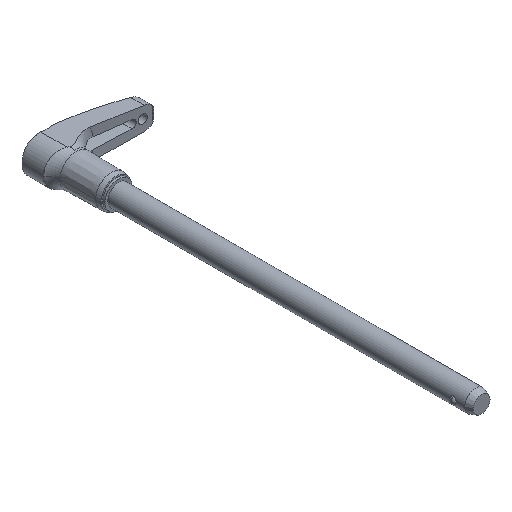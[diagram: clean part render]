
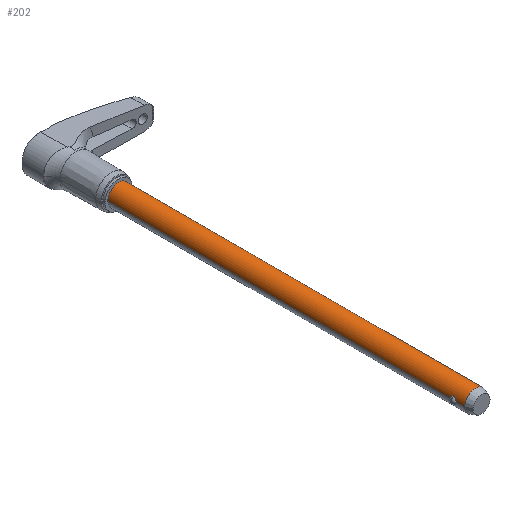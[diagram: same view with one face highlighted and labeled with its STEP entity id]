
A CAD part, isometric view. The second image highlights one B-rep face of the part: STEP entity #202.
In plain terms, the highlighted cylindrical face has radius 4.763 mm (diameter 9.525 mm), a partial arc.
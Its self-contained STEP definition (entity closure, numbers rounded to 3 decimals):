
#202=ADVANCED_FACE('',(#411),#412,.T.);
#411=FACE_OUTER_BOUND('',#620,.T.);
#412=CYLINDRICAL_SURFACE('',#621,4.763);
#620=EDGE_LOOP('',(#1161,#1162,#1163,#1164,#1165,#1166,#1167,#1168,#1169,#1170));
#621=AXIS2_PLACEMENT_3D('',#1171,#1172,#1173);
#1161=ORIENTED_EDGE('',*,*,#1451,.T.);
#1162=ORIENTED_EDGE('',*,*,#1435,.T.);
#1163=ORIENTED_EDGE('',*,*,#1406,.T.);
#1164=ORIENTED_EDGE('',*,*,#1456,.T.);
#1165=ORIENTED_EDGE('',*,*,#1471,.F.);
#1166=ORIENTED_EDGE('',*,*,#1454,.T.);
#1167=ORIENTED_EDGE('',*,*,#1398,.T.);
#1168=ORIENTED_EDGE('',*,*,#1480,.T.);
#1169=ORIENTED_EDGE('',*,*,#1452,.T.);
#1170=ORIENTED_EDGE('',*,*,#1373,.T.);
#1171=CARTESIAN_POINT('',(0.0,-80.836,0.0));
#1172=DIRECTION('',(-0.0,1.0,0.0));
#1173=DIRECTION('',(1.0,0.0,0.0));
#1373=EDGE_CURVE('',#1682,#1680,#1683,.T.);
#1398=EDGE_CURVE('',#1721,#1718,#1722,.T.);
#1406=EDGE_CURVE('',#1730,#1732,#1734,.T.);
#1435=EDGE_CURVE('',#1770,#1730,#1771,.T.);
#1451=EDGE_CURVE('',#1680,#1770,#1792,.T.);
#1452=EDGE_CURVE('',#1793,#1682,#1794,.T.);
#1454=EDGE_CURVE('',#1796,#1721,#1797,.T.);
#1456=EDGE_CURVE('',#1732,#1798,#1800,.T.);
#1471=EDGE_CURVE('',#1796,#1798,#1815,.T.);
#1480=EDGE_CURVE('',#1718,#1793,#1824,.T.);
#1680=VERTEX_POINT('',#2459);
#1682=VERTEX_POINT('',#2462);
#1683=CIRCLE('',#2463,4.763);
#1718=VERTEX_POINT('',#2717);
#1721=VERTEX_POINT('',#2720);
#1722=B_SPLINE_CURVE_WITH_KNOTS('',3,(#2721,#2722,#2723,#2724,#2725,#2726,#2727,#2728,#2729,#2730,#2731,#2732,#2733,#2734),.UNSPECIFIED.,.F.,.F.,(4,2,2,2,2,2,4),(6.25,6.614,6.978,7.194,7.411,7.872,8.333),.UNSPECIFIED.);
#1730=VERTEX_POINT('',#2779);
#1732=VERTEX_POINT('',#2781);
#1734=B_SPLINE_CURVE_WITH_KNOTS('',3,(#2796,#2797,#2798,#2799,#2800,#2801,#2802,#2803,#2804,#2805,#2806,#2807,#2808,#2809),.UNSPECIFIED.,.F.,.F.,(4,2,2,2,2,2,4),(4.167,4.628,5.089,5.305,5.522,5.886,6.25),.UNSPECIFIED.);
#1770=VERTEX_POINT('',#2921);
#1771=B_SPLINE_CURVE_WITH_KNOTS('',3,(#2922,#2923,#2924,#2925,#2926,#2927,#2928,#2929,#2930,#2931,#2932,#2933,#2934,#2935),.UNSPECIFIED.,.F.,.F.,(4,2,2,2,2,2,4),(2.083,2.447,2.811,3.028,3.245,3.706,4.167),.UNSPECIFIED.);
#1792=LINE('',#3075,#3076);
#1793=VERTEX_POINT('',#3077);
#1794=LINE('',#3078,#3079);
#1796=VERTEX_POINT('',#3094);
#1797=LINE('',#3095,#3096);
#1798=VERTEX_POINT('',#3097);
#1800=LINE('',#3099,#3100);
#1815=CIRCLE('',#3166,4.763);
#1824=B_SPLINE_CURVE_WITH_KNOTS('',3,(#3191,#3192,#3193,#3194,#3195,#3196,#3197,#3198,#3199,#3200,#3201,#3202,#3203,#3204),.UNSPECIFIED.,.F.,.F.,(4,2,2,2,2,2,4),(0.0,0.461,0.922,1.139,1.355,1.719,2.083),.UNSPECIFIED.);
#2459=CARTESIAN_POINT('',(4.763,-158.89,0.0));
#2462=CARTESIAN_POINT('',(-4.763,-158.89,0.));
#2463=AXIS2_PLACEMENT_3D('',#3381,#3382,#3383);
#2717=CARTESIAN_POINT('',(-4.543,-153.74,1.429));
#2720=CARTESIAN_POINT('',(-4.763,-152.4,0.));
#2721=CARTESIAN_POINT('',(-4.763,-152.4,0.));
#2722=CARTESIAN_POINT('',(-4.763,-152.4,0.121));
#2723=CARTESIAN_POINT('',(-4.757,-152.415,0.253));
#2724=CARTESIAN_POINT('',(-4.737,-152.479,0.507));
#2725=CARTESIAN_POINT('',(-4.722,-152.529,0.629));
#2726=CARTESIAN_POINT('',(-4.696,-152.622,0.797));
#2727=CARTESIAN_POINT('',(-4.684,-152.664,0.863));
#2728=CARTESIAN_POINT('',(-4.66,-152.761,0.985));
#2729=CARTESIAN_POINT('',(-4.647,-152.815,1.042));
#2730=CARTESIAN_POINT('',(-4.612,-152.98,1.192));
#2731=CARTESIAN_POINT('',(-4.587,-153.119,1.282));
#2732=CARTESIAN_POINT('',(-4.552,-153.422,1.4));
#2733=CARTESIAN_POINT('',(-4.543,-153.586,1.429));
#2734=CARTESIAN_POINT('',(-4.543,-153.74,1.429));
#2779=CARTESIAN_POINT('',(4.543,-153.74,1.429));
#2781=CARTESIAN_POINT('',(4.763,-152.4,0.));
#2796=CARTESIAN_POINT('',(4.543,-153.74,1.429));
#2797=CARTESIAN_POINT('',(4.543,-153.586,1.429));
#2798=CARTESIAN_POINT('',(4.552,-153.422,1.4));
#2799=CARTESIAN_POINT('',(4.587,-153.119,1.282));
#2800=CARTESIAN_POINT('',(4.612,-152.98,1.192));
#2801=CARTESIAN_POINT('',(4.647,-152.815,1.042));
#2802=CARTESIAN_POINT('',(4.66,-152.761,0.985));
#2803=CARTESIAN_POINT('',(4.684,-152.664,0.863));
#2804=CARTESIAN_POINT('',(4.696,-152.622,0.797));
#2805=CARTESIAN_POINT('',(4.722,-152.529,0.629));
#2806=CARTESIAN_POINT('',(4.737,-152.479,0.507));
#2807=CARTESIAN_POINT('',(4.757,-152.415,0.253));
#2808=CARTESIAN_POINT('',(4.763,-152.4,0.121));
#2809=CARTESIAN_POINT('',(4.763,-152.4,0.));
#2921=CARTESIAN_POINT('',(4.763,-155.08,0.));
#2922=CARTESIAN_POINT('',(4.763,-155.08,0.0));
#2923=CARTESIAN_POINT('',(4.763,-155.08,0.121));
#2924=CARTESIAN_POINT('',(4.757,-155.065,0.253));
#2925=CARTESIAN_POINT('',(4.737,-155.,0.507));
#2926=CARTESIAN_POINT('',(4.722,-154.951,0.629));
#2927=CARTESIAN_POINT('',(4.696,-154.858,0.797));
#2928=CARTESIAN_POINT('',(4.684,-154.815,0.863));
#2929=CARTESIAN_POINT('',(4.66,-154.719,0.985));
#2930=CARTESIAN_POINT('',(4.647,-154.665,1.042));
#2931=CARTESIAN_POINT('',(4.612,-154.5,1.192));
#2932=CARTESIAN_POINT('',(4.587,-154.36,1.282));
#2933=CARTESIAN_POINT('',(4.552,-154.057,1.4));
#2934=CARTESIAN_POINT('',(4.543,-153.893,1.429));
#2935=CARTESIAN_POINT('',(4.543,-153.74,1.429));
#3075=CARTESIAN_POINT('',(4.763,-80.836,0.));
#3076=VECTOR('',#3454,1.0);
#3077=CARTESIAN_POINT('',(-4.763,-155.08,0.));
#3078=CARTESIAN_POINT('',(-4.763,-80.836,0.));
#3079=VECTOR('',#3455,1.0);
#3094=CARTESIAN_POINT('',(-4.763,0.0,0.));
#3095=CARTESIAN_POINT('',(-4.763,-80.836,0.));
#3096=VECTOR('',#3456,1.0);
#3097=CARTESIAN_POINT('',(4.763,0.0,0.0));
#3099=CARTESIAN_POINT('',(4.763,-80.836,0.));
#3100=VECTOR('',#3460,1.0);
#3166=AXIS2_PLACEMENT_3D('',#3473,#3474,#3475);
#3191=CARTESIAN_POINT('',(-4.543,-153.74,1.429));
#3192=CARTESIAN_POINT('',(-4.543,-153.893,1.429));
#3193=CARTESIAN_POINT('',(-4.552,-154.057,1.4));
#3194=CARTESIAN_POINT('',(-4.587,-154.36,1.282));
#3195=CARTESIAN_POINT('',(-4.612,-154.5,1.192));
#3196=CARTESIAN_POINT('',(-4.647,-154.665,1.042));
#3197=CARTESIAN_POINT('',(-4.66,-154.719,0.985));
#3198=CARTESIAN_POINT('',(-4.684,-154.815,0.863));
#3199=CARTESIAN_POINT('',(-4.696,-154.858,0.797));
#3200=CARTESIAN_POINT('',(-4.722,-154.951,0.629));
#3201=CARTESIAN_POINT('',(-4.737,-155.,0.507));
#3202=CARTESIAN_POINT('',(-4.757,-155.065,0.253));
#3203=CARTESIAN_POINT('',(-4.763,-155.08,0.121));
#3204=CARTESIAN_POINT('',(-4.763,-155.08,0.));
#3381=CARTESIAN_POINT('',(0.0,-158.89,0.0));
#3382=DIRECTION('',(0.,1.0,0.0));
#3383=DIRECTION('',(1.0,0.,0.0));
#3454=DIRECTION('',(0.0,1.0,0.0));
#3455=DIRECTION('',(-0.0,-1.0,-0.0));
#3456=DIRECTION('',(-0.0,-1.0,-0.0));
#3460=DIRECTION('',(0.0,1.0,0.0));
#3473=CARTESIAN_POINT('',(0.0,0.0,0.0));
#3474=DIRECTION('',(-0.0,1.0,0.0));
#3475=DIRECTION('',(1.0,0.0,0.0));
